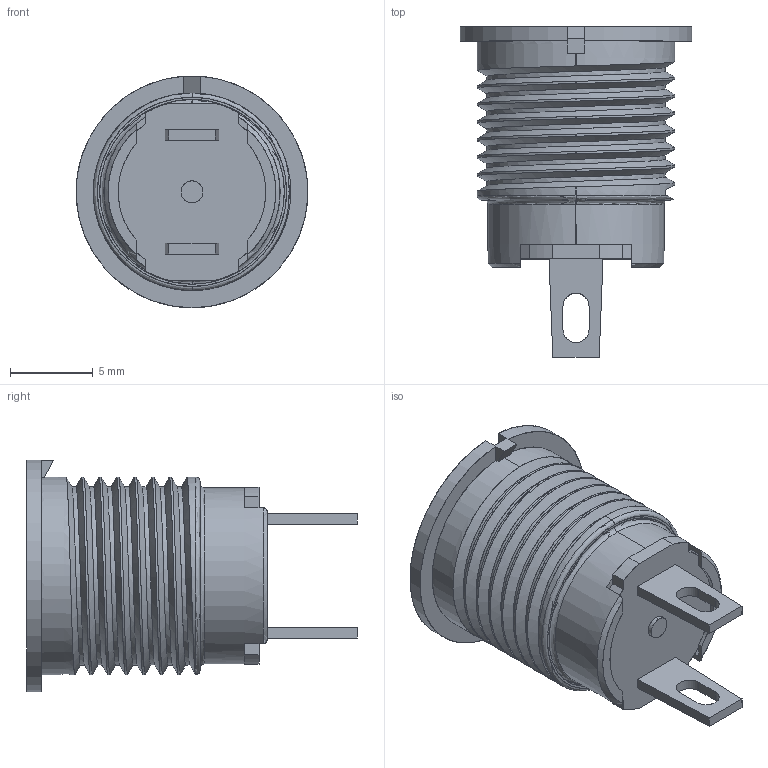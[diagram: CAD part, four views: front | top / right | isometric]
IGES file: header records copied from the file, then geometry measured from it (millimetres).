
Start section: SolidWorks IGES file using analytic representation for surfaces
Global section: file name: 5131-038.IGS; native system: SolidWorks 2018; preprocessor: SolidWorks 2018; author: asanchez; date: 200921.093526; units: inch
Bounding box: 13.96 x 19.91 x 13.95 mm (x, y, z)
Surface area: 1625.1 mm2 (no closed solid volume)
Topology: 0 solids, 0 shells, 124 faces, 1624 edges, 1618 vertices
Faces by surface type: bspline 67, revolution 57
